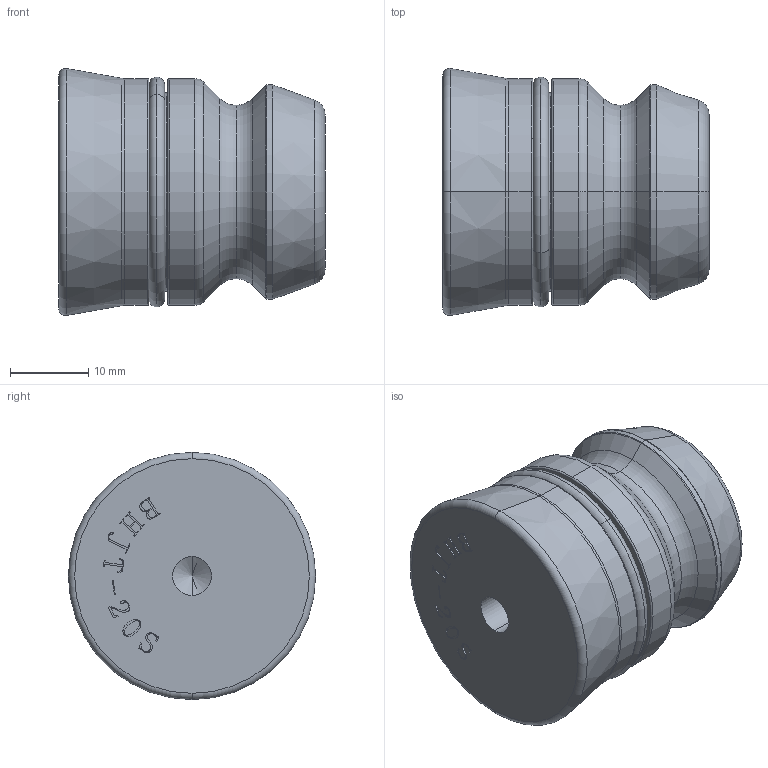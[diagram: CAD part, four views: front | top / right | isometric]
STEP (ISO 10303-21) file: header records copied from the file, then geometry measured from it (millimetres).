
FILE_DESCRIPTION (( 'STEP AP214' ), '1' );
FILE_NAME ('BHJT-20S.STEP', '2020-12-02T02:45:53', ( 'Dell' ), ( 'Dell' ), 'SwSTEP 2.0', 'SolidWorks 2018', '' );
FILE_SCHEMA (( 'AUTOMOTIVE_DESIGN' ));
Length unit declared in the file: millimetre
Products named in the file (3): 保护塞; BHJT-20S; 23X2-NBR70-窪伎
Assembly tree (2 placements, depth 2):
  BHJT-20S
    保护塞
    23X2-NBR70-窪伎
Bounding box: 34 x 31.59 x 31.59 mm (x, y, z)
Volume: 19752.2 mm3; surface area: 5328.2 mm2
Topology: 2 solids, 2 shells, 205 faces, 530 edges, 339 vertices
Faces by surface type: plane 88, bspline 69, torus 28, cylinder 10, cone 10
Entity records: 9718 total; most frequent: CARTESIAN_POINT 5010, ORIENTED_EDGE 1056, DIRECTION 754, EDGE_CURVE 528, VERTEX_POINT 339, VECTOR 308, LINE 308, AXIS2_PLACEMENT_3D 223
